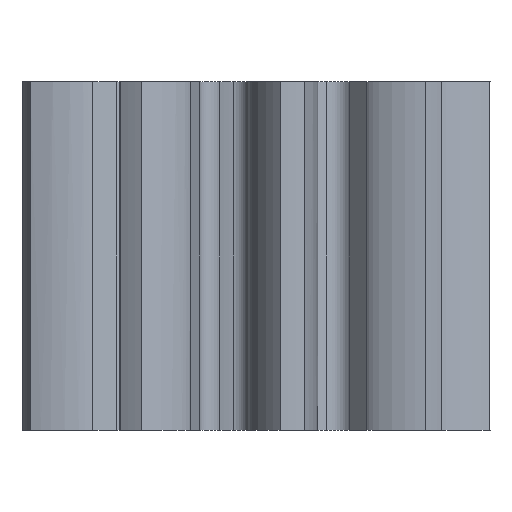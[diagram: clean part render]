
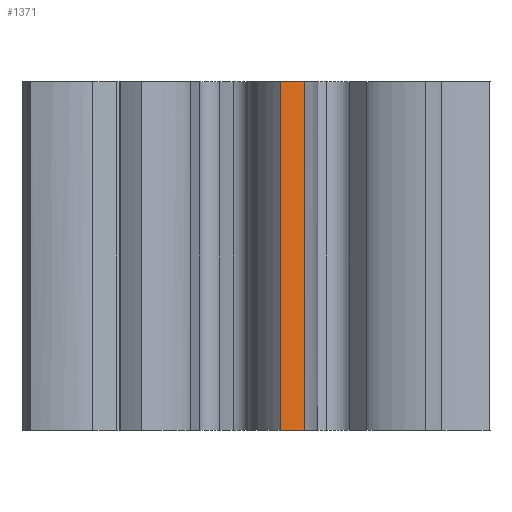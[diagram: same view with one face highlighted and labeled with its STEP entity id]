
A CAD part, front view. The second image highlights one B-rep face of the part: STEP entity #1371.
In plain terms, the highlighted cylindrical face has radius 3.493 mm (diameter 6.985 mm), a partial arc.
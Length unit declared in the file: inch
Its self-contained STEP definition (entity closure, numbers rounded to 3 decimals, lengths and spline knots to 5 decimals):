
#107=FACE_OUTER_BOUND('',#181,.T.);
#181=EDGE_LOOP('',(#1013,#1014,#1015,#1016));
#277=LINE('',#4148,#385);
#278=LINE('',#4152,#386);
#385=VECTOR('',#1721,0.3937);
#386=VECTOR('',#1726,0.3937);
#465=CIRCLE('',#1460,0.1375);
#499=CIRCLE('',#1500,0.1375);
#548=VERTEX_POINT('',#2593);
#549=VERTEX_POINT('',#2669);
#615=VERTEX_POINT('',#4072);
#616=VERTEX_POINT('',#4150);
#699=EDGE_CURVE('',#549,#548,#465,.T.);
#772=EDGE_CURVE('',#548,#615,#277,.T.);
#773=EDGE_CURVE('',#616,#615,#499,.T.);
#774=EDGE_CURVE('',#549,#616,#278,.T.);
#1013=ORIENTED_EDGE('',*,*,#699,.T.);
#1014=ORIENTED_EDGE('',*,*,#772,.T.);
#1015=ORIENTED_EDGE('',*,*,#773,.F.);
#1016=ORIENTED_EDGE('',*,*,#774,.F.);
#1327=CYLINDRICAL_SURFACE('',#1499,0.1375);
#1371=ADVANCED_FACE('',(#107),#1327,.T.);
#1460=AXIS2_PLACEMENT_3D('',#2670,#1620,#1621);
#1499=AXIS2_PLACEMENT_3D('',#4149,#1722,#1723);
#1500=AXIS2_PLACEMENT_3D('',#4151,#1724,#1725);
#1620=DIRECTION('center_axis',(0.,0.,1.));
#1621=DIRECTION('ref_axis',(0.123,-0.992,0.));
#1721=DIRECTION('',(0.,0.,1.));
#1722=DIRECTION('center_axis',(0.,0.,1.));
#1723=DIRECTION('ref_axis',(0.123,-0.992,0.));
#1724=DIRECTION('center_axis',(0.,0.,1.));
#1725=DIRECTION('ref_axis',(0.123,-0.992,0.));
#1726=DIRECTION('',(0.,0.,1.));
#2593=CARTESIAN_POINT('',(0.03082,-0.134,0.));
#2669=CARTESIAN_POINT('',(0.01687,-0.13646,0.));
#2670=CARTESIAN_POINT('Origin',(0.,0.,
0.));
#4072=CARTESIAN_POINT('',(0.03082,-0.134,0.2));
#4148=CARTESIAN_POINT('',(0.03082,-0.134,0.));
#4149=CARTESIAN_POINT('Origin',(0.,0.,
0.));
#4150=CARTESIAN_POINT('',(0.01687,-0.13646,0.2));
#4151=CARTESIAN_POINT('Origin',(0.,0.,
0.2));
#4152=CARTESIAN_POINT('',(0.01687,-0.13646,0.));
